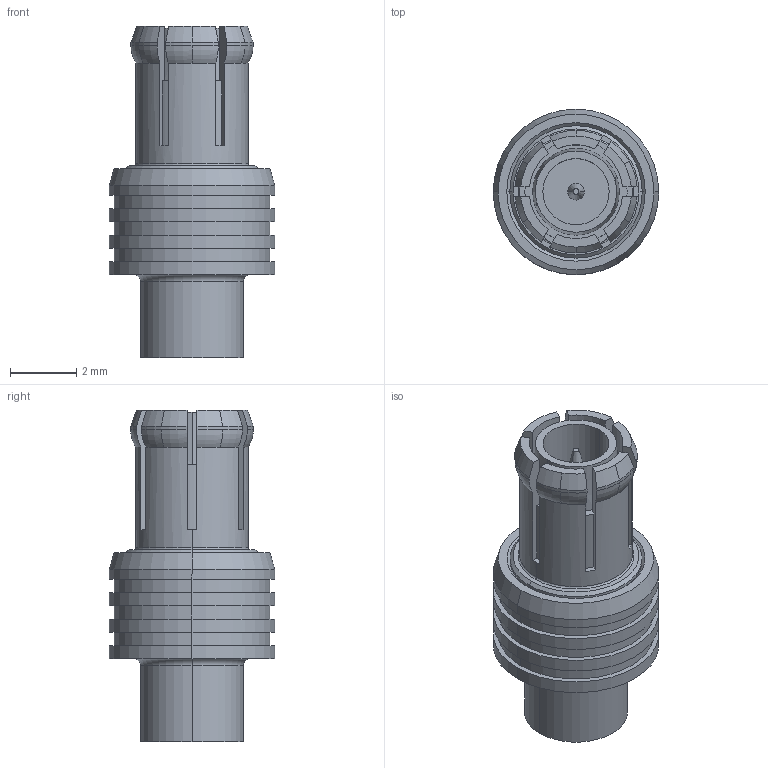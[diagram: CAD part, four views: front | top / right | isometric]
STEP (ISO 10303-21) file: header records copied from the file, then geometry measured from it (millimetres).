
FILE_DESCRIPTION (( 'STEP AP214' ), '1' );
FILE_NAME ('J01270A0141.STEP', '2017-11-15T15:48:14', ( '' ), ( '' ), 'SwSTEP 2.0', 'SolidWorks 2017', '' );
FILE_SCHEMA (( 'AUTOMOTIVE_DESIGN' ));
Length unit declared in the file: millimetre
Products named in the file (1): J01270A0141
Bounding box: 5 x 5 x 10 mm (x, y, z)
Volume: 104.2 mm3; surface area: 223.2 mm2
Topology: 1 solids, 1 shells, 124 faces, 313 edges, 204 vertices
Faces by surface type: cylinder 45, plane 39, cone 24, torus 16
Entity records: 5117 total; most frequent: CARTESIAN_POINT 734, DIRECTION 699, ORIENTED_EDGE 626, EDGE_CURVE 313, AXIS2_PLACEMENT_3D 285, VERTEX_POINT 204, CIRCLE 160, EDGE_LOOP 137
